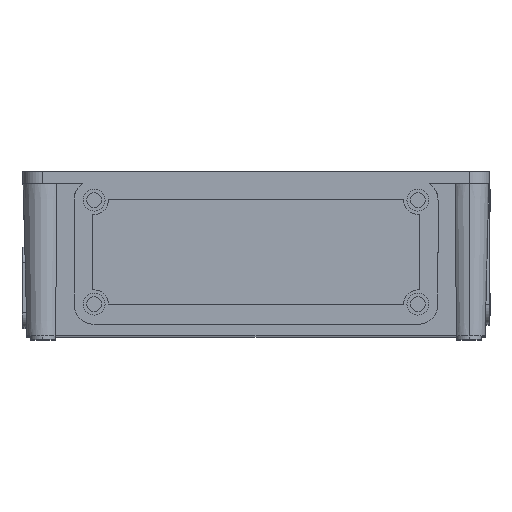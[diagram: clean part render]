
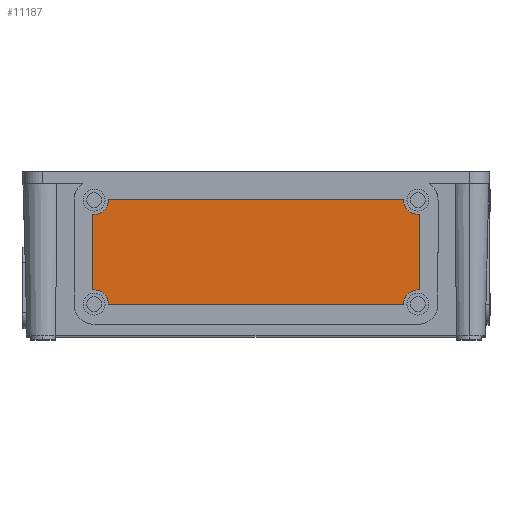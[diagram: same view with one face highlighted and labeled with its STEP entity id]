
A CAD part, top view. The second image highlights one B-rep face of the part: STEP entity #11187.
In plain terms, the highlighted planar face has unit normal (0, 0, 1).
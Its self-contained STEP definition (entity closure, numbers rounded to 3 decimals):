
#5833 = EDGE_CURVE ( 'NONE', #5834, #5835, #19776, .T. ) ;
#5834 = VERTEX_POINT ( 'NONE', #19771 ) ;
#5835 = VERTEX_POINT ( 'NONE', #19770 ) ;
#6709 = VERTEX_POINT ( 'NONE', #20054 ) ;
#6759 = VERTEX_POINT ( 'NONE', #19961 ) ;
#6770 = EDGE_CURVE ( 'NONE', #6759, #6709, #20111, .T. ) ;
#6800 = DIRECTION ( 'NONE',  ( -1., 0., 0. ) ) ;
#7096 = CIRCLE ( 'NONE', #7105, 8.5 ) ;
#7101 = CARTESIAN_POINT ( 'NONE',  ( 97.5, 72.559, 182.5 ) ) ;
#7102 = DIRECTION ( 'NONE',  ( -1., 0., 0. ) ) ;
#7103 = DIRECTION ( 'NONE',  ( 0., 0., -1. ) ) ;
#7104 = CARTESIAN_POINT ( 'NONE',  ( 96.5, 81., 182.5 ) ) ;
#7105 = AXIS2_PLACEMENT_3D ( 'NONE', #7104, #7103, #7102 ) ;
#7199 = VECTOR ( 'NONE', #6800, 1000. ) ;
#7200 = CARTESIAN_POINT ( 'NONE',  ( -88.015, 81.5, 182.5 ) ) ;
#7201 = LINE ( 'NONE', #7200, #7199 ) ;
#7208 = CARTESIAN_POINT ( 'NONE',  ( 97.5, 27.441, 182.5 ) ) ;
#7209 = DIRECTION ( 'NONE',  ( 0., 1., 0. ) ) ;
#7210 = VECTOR ( 'NONE', #7209, 1000. ) ;
#7211 = CARTESIAN_POINT ( 'NONE',  ( 97.5, 72.559, 182.5 ) ) ;
#7212 = LINE ( 'NONE', #7211, #7210 ) ;
#7297 = CARTESIAN_POINT ( 'NONE',  ( 88.015, 81.5, 182.5 ) ) ;
#7489 = CARTESIAN_POINT ( 'NONE',  ( 88.015, 18.5, 182.5 ) ) ;
#7508 = DIRECTION ( 'NONE',  ( 1., 0., 0. ) ) ;
#7509 = DIRECTION ( 'NONE',  ( 0., 0., -1. ) ) ;
#7522 = CARTESIAN_POINT ( 'NONE',  ( 96.5, 19., 182.5 ) ) ;
#7523 = AXIS2_PLACEMENT_3D ( 'NONE', #7522, #7509, #7508 ) ;
#7524 = CIRCLE ( 'NONE', #7523, 8.5 ) ;
#7584 = DIRECTION ( 'NONE',  ( 1., 0., 0. ) ) ;
#7585 = VECTOR ( 'NONE', #7584, 1000. ) ;
#7586 = CARTESIAN_POINT ( 'NONE',  ( -88.015, 18.5, 182.5 ) ) ;
#7587 = DIRECTION ( 'NONE',  ( 1., 0., 0. ) ) ;
#7588 = DIRECTION ( 'NONE',  ( 0., 0., 1. ) ) ;
#7589 = CARTESIAN_POINT ( 'NONE',  ( -96.5, 81., 182.5 ) ) ;
#7590 = LINE ( 'NONE', #7586, #7585 ) ;
#7604 = LINE ( 'NONE', #7618, #7617 ) ;
#7613 = FACE_OUTER_BOUND ( 'NONE', #11188, .T. ) ;
#7614 = AXIS2_PLACEMENT_3D ( 'NONE', #7589, #7588, #7587 ) ;
#7615 = PLANE ( 'NONE',  #7614 ) ;
#7616 = DIRECTION ( 'NONE',  ( 0., -1., 0. ) ) ;
#7617 = VECTOR ( 'NONE', #7616, 1000. ) ;
#7618 = CARTESIAN_POINT ( 'NONE',  ( -97.5, 72.559, 182.5 ) ) ;
#7643 = CARTESIAN_POINT ( 'NONE',  ( -88.015, 81.5, 182.5 ) ) ;
#7644 = DIRECTION ( 'NONE',  ( 1., 0., 0. ) ) ;
#7645 = DIRECTION ( 'NONE',  ( 0., 0., -1. ) ) ;
#7646 = CARTESIAN_POINT ( 'NONE',  ( -96.5, 81., 182.5 ) ) ;
#7647 = AXIS2_PLACEMENT_3D ( 'NONE', #7646, #7645, #7644 ) ;
#7648 = CIRCLE ( 'NONE', #7647, 8.5 ) ;
#7659 = CARTESIAN_POINT ( 'NONE',  ( -97.5, 27.441, 182.5 ) ) ;
#7660 = DIRECTION ( 'NONE',  ( -1., 0., 0. ) ) ;
#7661 = DIRECTION ( 'NONE',  ( 0., 0., -1. ) ) ;
#7662 = CARTESIAN_POINT ( 'NONE',  ( -96.5, 19., 182.5 ) ) ;
#7663 = AXIS2_PLACEMENT_3D ( 'NONE', #7662, #7661, #7660 ) ;
#7664 = CIRCLE ( 'NONE', #7663, 8.5 ) ;
#10932 = EDGE_CURVE ( 'NONE', #10933, #10949, #7096, .T. ) ;
#10933 = VERTEX_POINT ( 'NONE', #7101 ) ;
#10941 = EDGE_CURVE ( 'NONE', #10942, #10933, #7212, .T. ) ;
#10942 = VERTEX_POINT ( 'NONE', #7208 ) ;
#10948 = EDGE_CURVE ( 'NONE', #10949, #11212, #7201, .T. ) ;
#10949 = VERTEX_POINT ( 'NONE', #7297 ) ;
#11030 = ORIENTED_EDGE ( 'NONE', *, *, #6770, .T. ) ;
#11031 = ORIENTED_EDGE ( 'NONE', *, *, #11185, .T. ) ;
#11032 = ORIENTED_EDGE ( 'NONE', *, *, #11199, .T. ) ;
#11033 = ORIENTED_EDGE ( 'NONE', *, *, #5833, .T. ) ;
#11034 = ORIENTED_EDGE ( 'NONE', *, *, #11193, .T. ) ;
#11035 = ORIENTED_EDGE ( 'NONE', *, *, #11058, .T. ) ;
#11036 = ORIENTED_EDGE ( 'NONE', *, *, #10941, .T. ) ;
#11037 = ORIENTED_EDGE ( 'NONE', *, *, #10932, .T. ) ;
#11038 = ORIENTED_EDGE ( 'NONE', *, *, #10948, .T. ) ;
#11058 = EDGE_CURVE ( 'NONE', #11059, #10942, #7524, .T. ) ;
#11059 = VERTEX_POINT ( 'NONE', #7489 ) ;
#11185 = EDGE_CURVE ( 'NONE', #6709, #11200, #7604, .T. ) ;
#11187 = ADVANCED_FACE ( 'NONE', ( #7613 ), #7615, .T. ) ;
#11188 = EDGE_LOOP ( 'NONE', ( #11189, #11030, #11031, #11032, #11033, #11034, #11035, #11036, #11037, #11038 ) ) ;
#11189 = ORIENTED_EDGE ( 'NONE', *, *, #11211, .T. ) ;
#11193 = EDGE_CURVE ( 'NONE', #5835, #11059, #7590, .T. ) ;
#11199 = EDGE_CURVE ( 'NONE', #11200, #5834, #7664, .T. ) ;
#11200 = VERTEX_POINT ( 'NONE', #7659 ) ;
#11211 = EDGE_CURVE ( 'NONE', #11212, #6759, #7648, .T. ) ;
#11212 = VERTEX_POINT ( 'NONE', #7643 ) ;
#19770 = CARTESIAN_POINT ( 'NONE',  ( -88.015, 18.5, 182.5 ) ) ;
#19771 = CARTESIAN_POINT ( 'NONE',  ( -88., 19., 182.5 ) ) ;
#19772 = DIRECTION ( 'NONE',  ( -1., 0., 0. ) ) ;
#19773 = DIRECTION ( 'NONE',  ( 0., 0., -1. ) ) ;
#19774 = CARTESIAN_POINT ( 'NONE',  ( -96.5, 19., 182.5 ) ) ;
#19775 = AXIS2_PLACEMENT_3D ( 'NONE', #19774, #19773, #19772 ) ;
#19776 = CIRCLE ( 'NONE', #19775, 8.5 ) ;
#19961 = CARTESIAN_POINT ( 'NONE',  ( -88., 81., 182.5 ) ) ;
#20054 = CARTESIAN_POINT ( 'NONE',  ( -97.5, 72.559, 182.5 ) ) ;
#20107 = DIRECTION ( 'NONE',  ( 1., 0., 0. ) ) ;
#20108 = DIRECTION ( 'NONE',  ( 0., 0., -1. ) ) ;
#20109 = CARTESIAN_POINT ( 'NONE',  ( -96.5, 81., 182.5 ) ) ;
#20110 = AXIS2_PLACEMENT_3D ( 'NONE', #20109, #20108, #20107 ) ;
#20111 = CIRCLE ( 'NONE', #20110, 8.5 ) ;
